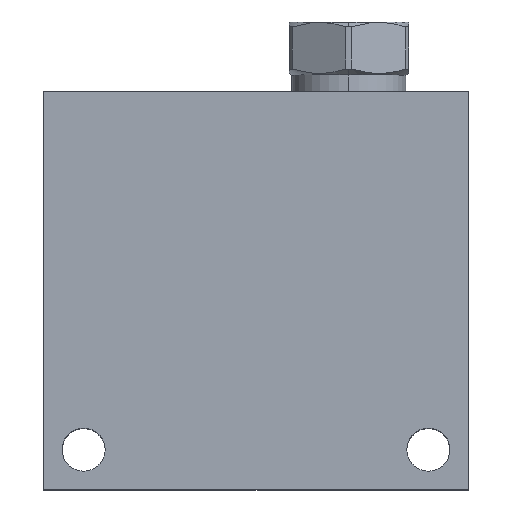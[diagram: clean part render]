
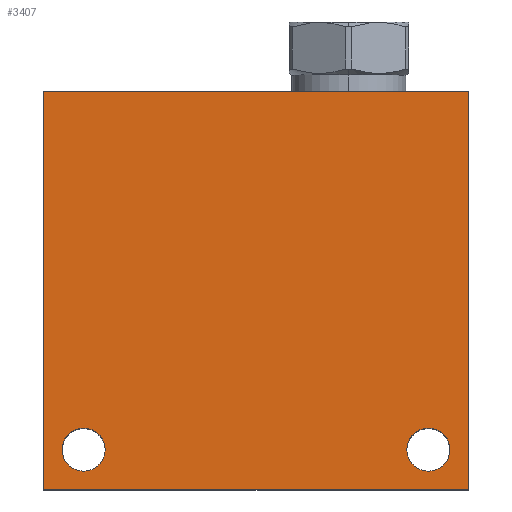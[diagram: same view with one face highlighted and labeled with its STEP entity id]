
A CAD part, top view. The second image highlights one B-rep face of the part: STEP entity #3407.
In plain terms, the highlighted planar face has unit normal (0, 0, 1).
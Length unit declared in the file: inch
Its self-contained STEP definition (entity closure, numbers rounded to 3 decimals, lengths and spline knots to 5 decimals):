
#143=DIRECTION('',(0.,-1.,0.));
#144=VECTOR('',#143,3.75);
#145=CARTESIAN_POINT('',(0.,0.,3.));
#146=LINE('',#145,#144);
#147=DIRECTION('',(-1.,0.,0.));
#148=VECTOR('',#147,4.);
#149=CARTESIAN_POINT('',(4.,0.,3.));
#150=LINE('',#149,#148);
#151=DIRECTION('',(0.,1.,0.));
#152=VECTOR('',#151,3.75);
#153=CARTESIAN_POINT('',(4.,-3.75,3.));
#154=LINE('',#153,#152);
#155=DIRECTION('',(1.,0.,0.));
#156=VECTOR('',#155,4.);
#157=CARTESIAN_POINT('',(0.,-3.75,3.));
#158=LINE('',#157,#156);
#159=CARTESIAN_POINT('',(0.375,-3.375,3.));
#160=DIRECTION('',(0.,0.,-1.));
#161=DIRECTION('',(-1.,0.,0.));
#162=AXIS2_PLACEMENT_3D('',#159,#160,#161);
#164=CARTESIAN_POINT('',(0.375,-3.375,3.));
#165=DIRECTION('',(0.,0.,-1.));
#166=DIRECTION('',(1.,0.,0.));
#167=AXIS2_PLACEMENT_3D('',#164,#165,#166);
#169=CARTESIAN_POINT('',(3.625,-3.375,3.));
#170=DIRECTION('',(0.,0.,-1.));
#171=DIRECTION('',(-1.,0.,0.));
#172=AXIS2_PLACEMENT_3D('',#169,#170,#171);
#174=CARTESIAN_POINT('',(3.625,-3.375,3.));
#175=DIRECTION('',(0.,0.,-1.));
#176=DIRECTION('',(1.,0.,0.));
#177=AXIS2_PLACEMENT_3D('',#174,#175,#176);
#2818=CARTESIAN_POINT('',(0.,0.,3.));
#2819=CARTESIAN_POINT('',(0.,-3.75,3.));
#2820=VERTEX_POINT('',#2818);
#2821=VERTEX_POINT('',#2819);
#2822=CARTESIAN_POINT('',(4.,-3.75,3.));
#2823=VERTEX_POINT('',#2822);
#2824=CARTESIAN_POINT('',(4.,0.,3.));
#2825=VERTEX_POINT('',#2824);
#2826=CARTESIAN_POINT('',(0.172,-3.375,3.));
#2827=CARTESIAN_POINT('',(0.578,-3.375,3.));
#2828=VERTEX_POINT('',#2826);
#2829=VERTEX_POINT('',#2827);
#2830=CARTESIAN_POINT('',(3.422,-3.375,3.));
#2831=CARTESIAN_POINT('',(3.828,-3.375,3.));
#2832=VERTEX_POINT('',#2830);
#2833=VERTEX_POINT('',#2831);
#3384=CARTESIAN_POINT('',(0.,0.,3.));
#3385=DIRECTION('',(0.,0.,1.));
#3386=DIRECTION('',(1.,0.,0.));
#3387=AXIS2_PLACEMENT_3D('',#3384,#3385,#3386);
#3388=PLANE('',#3387);
#3389=ORIENTED_EDGE('',*,*,#3282,.F.);
#3390=ORIENTED_EDGE('',*,*,#3321,.F.);
#3391=ORIENTED_EDGE('',*,*,#3347,.F.);
#3392=ORIENTED_EDGE('',*,*,#3372,.F.);
#3393=EDGE_LOOP('',(#3389,#3390,#3391,#3392));
#3394=FACE_OUTER_BOUND('',#3393,.F.);
#3396=ORIENTED_EDGE('',*,*,#3395,.F.);
#3398=ORIENTED_EDGE('',*,*,#3397,.F.);
#3399=EDGE_LOOP('',(#3396,#3398));
#3400=FACE_BOUND('',#3399,.F.);
#3402=ORIENTED_EDGE('',*,*,#3401,.F.);
#3404=ORIENTED_EDGE('',*,*,#3403,.F.);
#3405=EDGE_LOOP('',(#3402,#3404));
#3406=FACE_BOUND('',#3405,.F.);
#3407=ADVANCED_FACE('',(#3394,#3400,#3406),#3388,.T.);
#163=CIRCLE('',#162,0.203);
#168=CIRCLE('',#167,0.203);
#173=CIRCLE('',#172,0.203);
#178=CIRCLE('',#177,0.203);
#3282=EDGE_CURVE('',#2820,#2821,#146,.T.);
#3321=EDGE_CURVE('',#2825,#2820,#150,.T.);
#3347=EDGE_CURVE('',#2823,#2825,#154,.T.);
#3372=EDGE_CURVE('',#2821,#2823,#158,.T.);
#3395=EDGE_CURVE('',#2828,#2829,#163,.T.);
#3397=EDGE_CURVE('',#2829,#2828,#168,.T.);
#3401=EDGE_CURVE('',#2832,#2833,#173,.T.);
#3403=EDGE_CURVE('',#2833,#2832,#178,.T.);
